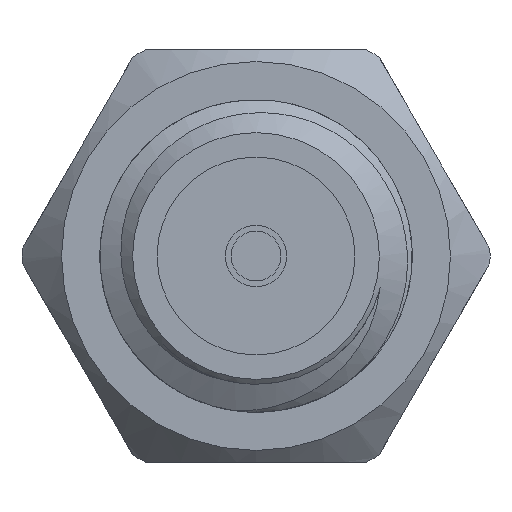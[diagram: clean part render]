
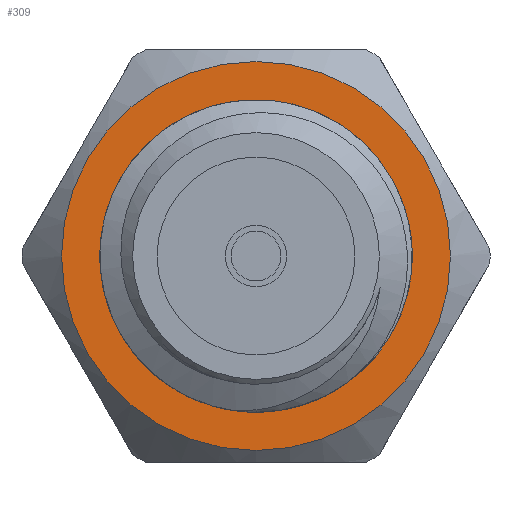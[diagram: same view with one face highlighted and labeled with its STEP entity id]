
A CAD part, left-side view. The second image highlights one B-rep face of the part: STEP entity #309.
In plain terms, the highlighted planar face has unit normal (-1, 0, 0).
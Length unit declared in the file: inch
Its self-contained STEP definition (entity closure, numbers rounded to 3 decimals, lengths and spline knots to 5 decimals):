
#93 = CIRCLE ( 'NONE', #434, 0.07484 ) ;
#129 = VERTEX_POINT ( 'NONE', #2515 ) ;
#309 = ADVANCED_FACE ( 'NONE', ( #2455, #2440 ), #2231, .T. ) ;
#396 = DIRECTION ( 'NONE',  ( 0., 0., 1. ) ) ;
#434 = AXIS2_PLACEMENT_3D ( 'NONE', #1525, #2327, #1327 ) ;
#447 = CARTESIAN_POINT ( 'NONE',  ( 0.08813, 0., 0. ) ) ;
#511 = CARTESIAN_POINT ( 'NONE',  ( 0.08813, 0., -0.118 ) ) ;
#548 = VERTEX_POINT ( 'NONE', #511 ) ;
#582 = ORIENTED_EDGE ( 'NONE', *, *, #2554, .F. ) ;
#1117 = ORIENTED_EDGE ( 'NONE', *, *, #2251, .T. ) ;
#1128 = AXIS2_PLACEMENT_3D ( 'NONE', #447, #1698, #2107 ) ;
#1201 = DIRECTION ( 'NONE',  ( -1., 0., 0. ) ) ;
#1327 = DIRECTION ( 'NONE',  ( 0., 0., -1. ) ) ;
#1525 = CARTESIAN_POINT ( 'NONE',  ( 0.08813, 0., 0. ) ) ;
#1698 = DIRECTION ( 'NONE',  ( 1., 0., 0. ) ) ;
#1850 = AXIS2_PLACEMENT_3D ( 'NONE', #2047, #1201, #396 ) ;
#2047 = CARTESIAN_POINT ( 'NONE',  ( 0.08813, 0.07484, 0. ) ) ;
#2052 = CIRCLE ( 'NONE', #1128, 0.118 ) ;
#2060 = EDGE_LOOP ( 'NONE', ( #1117 ) ) ;
#2107 = DIRECTION ( 'NONE',  ( 0., 0., -1. ) ) ;
#2231 = PLANE ( 'NONE',  #1850 ) ;
#2251 = EDGE_CURVE ( 'NONE', #129, #129, #93, .T. ) ;
#2327 = DIRECTION ( 'NONE',  ( 1., 0., 0. ) ) ;
#2424 = EDGE_LOOP ( 'NONE', ( #582 ) ) ;
#2440 = FACE_OUTER_BOUND ( 'NONE', #2424, .T. ) ;
#2455 = FACE_BOUND ( 'NONE', #2060, .T. ) ;
#2515 = CARTESIAN_POINT ( 'NONE',  ( 0.08813, 0., -0.07484 ) ) ;
#2554 = EDGE_CURVE ( 'NONE', #548, #548, #2052, .T. ) ;
